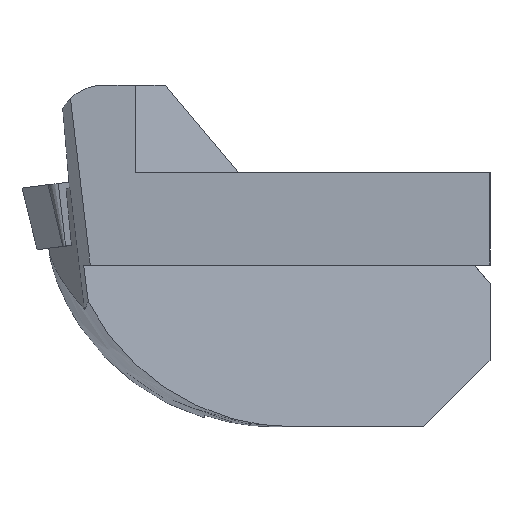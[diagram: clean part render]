
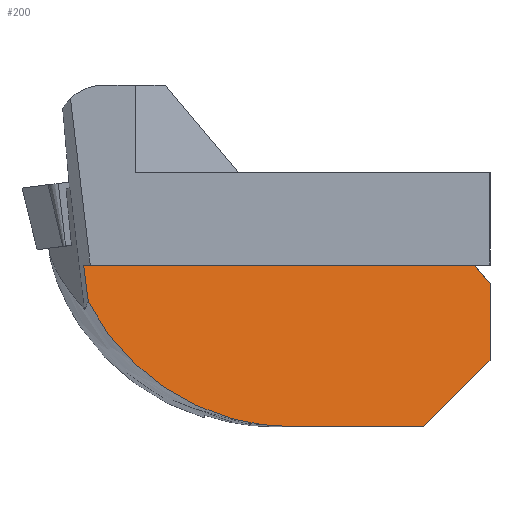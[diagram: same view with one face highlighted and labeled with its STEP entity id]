
A CAD part, top view. The second image highlights one B-rep face of the part: STEP entity #200.
In plain terms, the highlighted planar face has unit normal (0, 0.139, 0.99).
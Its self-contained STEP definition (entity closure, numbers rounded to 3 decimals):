
#155=PLANE('',#1316);
#200=ADVANCED_FACE('',(#270),#155,.T.);
#270=FACE_OUTER_BOUND('',#324,.T.);
#324=EDGE_LOOP('',(#553,#554,#555,#556,#557,#558,#559));
#390=B_SPLINE_CURVE_WITH_KNOTS('',3,(#1827,#1828,#1829,#1830),
 .UNSPECIFIED.,.F.,.F.,(4,4),(0.,1.),.UNSPECIFIED.);
#553=ORIENTED_EDGE('',*,*,#944,.F.);
#554=ORIENTED_EDGE('',*,*,#902,.T.);
#555=ORIENTED_EDGE('',*,*,#891,.T.);
#556=ORIENTED_EDGE('',*,*,#928,.F.);
#557=ORIENTED_EDGE('',*,*,#926,.F.);
#558=ORIENTED_EDGE('',*,*,#916,.T.);
#559=ORIENTED_EDGE('',*,*,#942,.T.);
#781=VERTEX_POINT('',#1769);
#782=VERTEX_POINT('',#1771);
#791=VERTEX_POINT('',#1831);
#801=VERTEX_POINT('',#1897);
#802=VERTEX_POINT('',#1898);
#809=VERTEX_POINT('',#1914);
#817=VERTEX_POINT('',#1946);
#891=EDGE_CURVE('',#782,#781,#1043,.T.);
#902=EDGE_CURVE('',#791,#782,#390,.T.);
#916=EDGE_CURVE('',#801,#802,#1054,.T.);
#926=EDGE_CURVE('',#801,#809,#1064,.T.);
#928=EDGE_CURVE('',#809,#781,#1066,.T.);
#942=EDGE_CURVE('',#802,#817,#1079,.T.);
#944=EDGE_CURVE('',#791,#817,#1081,.T.);
#1043=LINE('',#1770,#1143);
#1054=LINE('',#1896,#1155);
#1064=LINE('',#1917,#1165);
#1066=LINE('',#1920,#1167);
#1079=LINE('',#1948,#1180);
#1081=LINE('',#1951,#1182);
#1143=VECTOR('',#1425,1.);
#1155=VECTOR('',#1455,1.);
#1165=VECTOR('',#1467,1.);
#1167=VECTOR('',#1471,1.);
#1180=VECTOR('',#1498,1.);
#1182=VECTOR('',#1502,1.);
#1316=AXIS2_PLACEMENT_3D('',#1952,#1503,#1504);
#1425=DIRECTION('',(1.,0.,0.));
#1455=DIRECTION('',(-0.639,0.762,-0.107));
#1467=DIRECTION('',(0.,-0.99,0.139));
#1471=DIRECTION('',(-0.704,-0.704,0.099));
#1498=DIRECTION('',(-1.,0.,0.));
#1502=DIRECTION('',(-0.125,0.983,-0.138));
#1503=DIRECTION('',(0.,0.139,0.99));
#1504=DIRECTION('',(0.,-0.99,0.139));
#1769=CARTESIAN_POINT('',(3.7,-9.6,0.857));
#1770=CARTESIAN_POINT('',(-1.479,-9.6,0.857));
#1771=CARTESIAN_POINT('',(-1.34,-9.6,0.857));
#1827=CARTESIAN_POINT('',(-8.982,-4.879,0.194));
#1828=CARTESIAN_POINT('',(-7.557,-7.705,0.591));
#1829=CARTESIAN_POINT('',(-4.53,-9.6,0.857));
#1830=CARTESIAN_POINT('',(-1.34,-9.6,0.857));
#1831=CARTESIAN_POINT('',(-8.982,-4.879,0.194));
#1896=CARTESIAN_POINT('',(2.716,-0.048,-0.485));
#1897=CARTESIAN_POINT('',(6.2,-4.2,0.098));
#1898=CARTESIAN_POINT('',(5.613,-3.5,0.));
#1914=CARTESIAN_POINT('',(6.2,-7.1,0.506));
#1917=CARTESIAN_POINT('',(6.2,-3.5,0.));
#1920=CARTESIAN_POINT('',(4.216,-9.084,0.785));
#1946=CARTESIAN_POINT('',(-9.157,-3.5,0.));
#1948=CARTESIAN_POINT('',(-14.85,-3.5,0.));
#1951=CARTESIAN_POINT('',(-9.037,-4.442,0.132));
#1952=CARTESIAN_POINT('',(-1.479,-3.5,0.));
